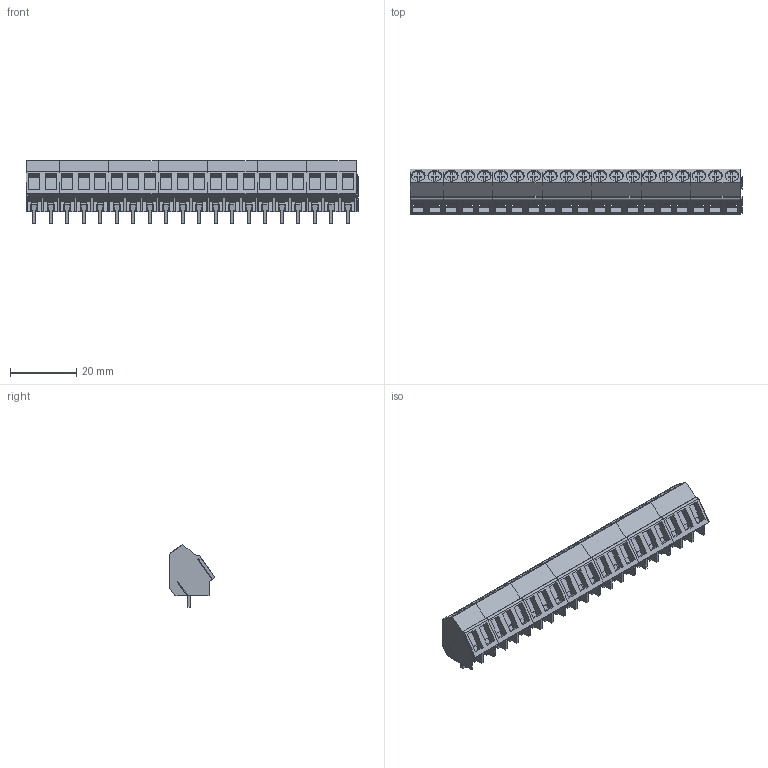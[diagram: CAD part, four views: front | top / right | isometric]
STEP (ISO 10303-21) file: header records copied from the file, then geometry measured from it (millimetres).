
FILE_DESCRIPTION(('CATIA V5 STEP Exchange','CAx-IF Rec.Pracs.--- Model Styling and Organization---1.2---2011-12-15'),'2;1');
FILE_NAME ('D1449947_0_1233990000_1233990000.stp','2018-03-31T05:20:57+00:00',('none'),('Weidmueller'),'CATIA Version 5-6 Release 2014','CATIA V5 STEP AP214','none');
FILE_SCHEMA(('AUTOMOTIVE_DESIGN { 1 0 10303 214 1 1 1 1 }'));
Length unit declared in the file: millimetre
Products named in the file (1): 1233990000
Bounding box: 100.55 x 13.9 x 19 mm (x, y, z)
Volume: 11565.6 mm3; surface area: 14285.3 mm2
Topology: 47 solids, 47 shells, 1716 faces, 4726 edges, 3124 vertices
Faces by surface type: plane 1589, cylinder 127
Entity records: 51310 total; most frequent: ORIENTED_EDGE 9452, CARTESIAN_POINT 9412, DIRECTION 7214, EDGE_CURVE 4726, VECTOR 4392, LINE 4392, VERTEX_POINT 3124, EDGE_LOOP 1776
